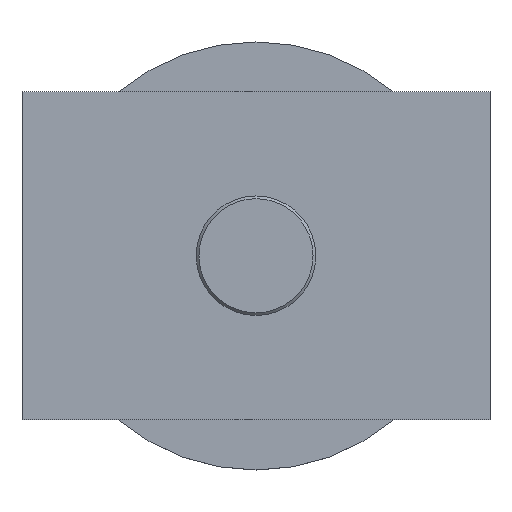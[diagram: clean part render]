
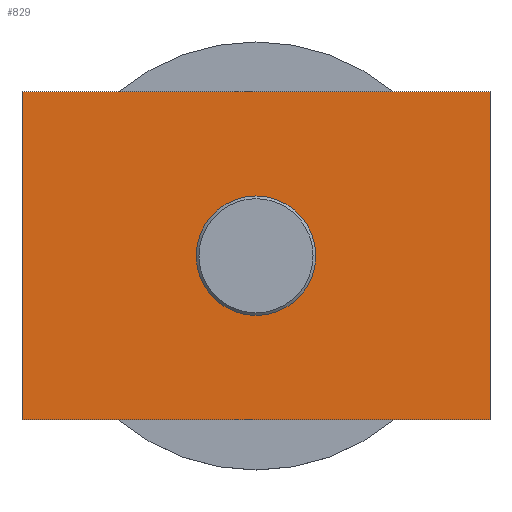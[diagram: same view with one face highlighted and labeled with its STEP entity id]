
A CAD part, top view. The second image highlights one B-rep face of the part: STEP entity #829.
In plain terms, the highlighted planar face has unit normal (0, 0, 1).
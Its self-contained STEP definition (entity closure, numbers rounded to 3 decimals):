
#664=CARTESIAN_POINT('',(4.188,0.,3.));
#665=VERTEX_POINT('',#664);
#666=CARTESIAN_POINT('',(0.,0.,3.));
#667=DIRECTION('',(0.0,0.0,-1.0));
#668=DIRECTION('',(1.0,0.0,0.0));
#669=AXIS2_PLACEMENT_3D('',#666,#667,#668);
#670=CIRCLE('',#669,4.188);
#671=EDGE_CURVE('',#665,#665,#670,.T.);
#724=CARTESIAN_POINT('',(-16.4,-11.5,3.));
#725=VERTEX_POINT('',#724);
#726=CARTESIAN_POINT('',(-16.4,11.5,3.));
#727=VERTEX_POINT('',#726);
#728=CARTESIAN_POINT('',(-16.4,-11.5,3.));
#729=DIRECTION('',(0.0,1.0,0.0));
#730=VECTOR('',#729,23.);
#731=LINE('',#728,#730);
#732=EDGE_CURVE('',#725,#727,#731,.T.);
#755=CARTESIAN_POINT('',(16.4,11.5,3.));
#756=VERTEX_POINT('',#755);
#757=CARTESIAN_POINT('',(-16.4,11.5,3.));
#758=DIRECTION('',(1.0,0.0,0.0));
#759=VECTOR('',#758,32.8);
#760=LINE('',#757,#759);
#761=EDGE_CURVE('',#727,#756,#760,.T.);
#779=CARTESIAN_POINT('',(16.4,-11.5,3.));
#780=VERTEX_POINT('',#779);
#781=CARTESIAN_POINT('',(16.4,11.5,3.));
#782=DIRECTION('',(0.0,-1.0,0.0));
#783=VECTOR('',#782,23.0);
#784=LINE('',#781,#783);
#785=EDGE_CURVE('',#756,#780,#784,.T.);
#803=CARTESIAN_POINT('',(16.4,-11.5,3.));
#804=DIRECTION('',(-1.0,0.0,0.0));
#805=VECTOR('',#804,32.8);
#806=LINE('',#803,#805);
#807=EDGE_CURVE('',#780,#725,#806,.T.);
#815=CARTESIAN_POINT('',(0.0,0.,3.));
#816=DIRECTION('',(0.0,0.0,1.0));
#817=DIRECTION('',(1.0,0.0,0.0));
#818=AXIS2_PLACEMENT_3D('',#815,#816,#817);
#819=PLANE('',#818);
#820=ORIENTED_EDGE('',*,*,#732,.F.);
#821=ORIENTED_EDGE('',*,*,#807,.F.);
#822=ORIENTED_EDGE('',*,*,#785,.F.);
#823=ORIENTED_EDGE('',*,*,#761,.F.);
#824=EDGE_LOOP('',(#820,#821,#822,#823));
#825=FACE_OUTER_BOUND('',#824,.T.);
#826=ORIENTED_EDGE('',*,*,#671,.T.);
#827=EDGE_LOOP('',(#826));
#828=FACE_BOUND('',#827,.T.);
#829=ADVANCED_FACE('',(#825,#828),#819,.T.);
